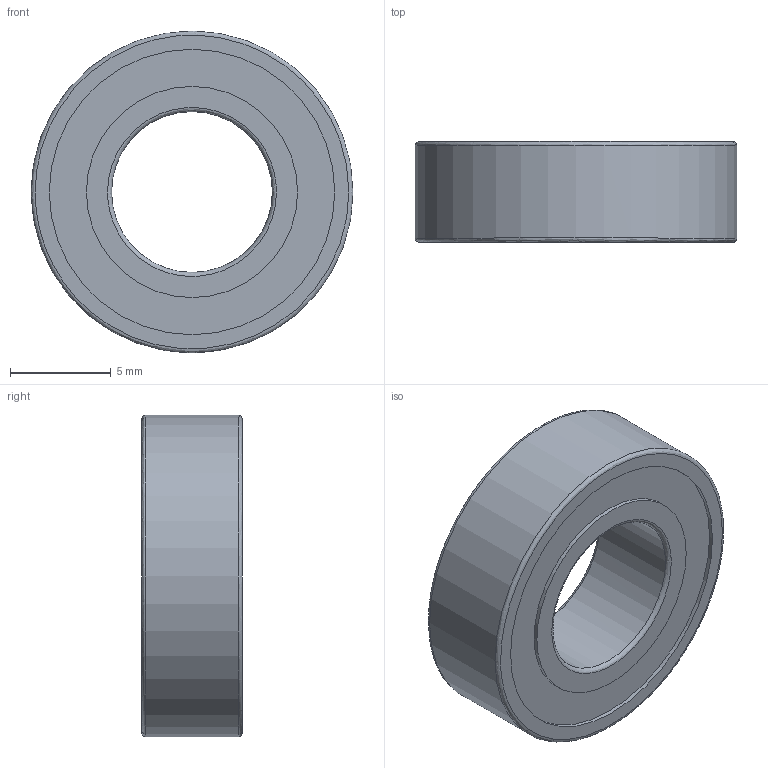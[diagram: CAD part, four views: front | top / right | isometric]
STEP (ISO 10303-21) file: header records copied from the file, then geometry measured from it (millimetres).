
FILE_DESCRIPTION (( 'STEP AP214' ), '1' );
FILE_NAME ('1021-Z1P-A.STEP', '2013-05-15T14:39:25', ( '3DAssist' ), ( '' ), 'SwSTEP 2.0', 'SolidWorks 2013', '' );
FILE_SCHEMA (( 'AUTOMOTIVE_DESIGN' ));
Length unit declared in the file: millimetre
Products named in the file (1): 1021-Z1P-A
Bounding box: 16 x 5 x 16 mm (x, y, z)
Volume: 724 mm3; surface area: 696.7 mm2
Topology: 1 solids, 1 shells, 16 faces, 35 edges, 25 vertices
Faces by surface type: cylinder 6, plane 6, bspline 4
Full cylindrical faces by diameter (mm): 8 x1, 10.5 x2, 14.2 x2, 16 x1
Entity records: 717 total; most frequent: CARTESIAN_POINT 416, DIRECTION 50, ORIENTED_EDGE 40, EDGE_LOOP 32, FACE_OUTER_BOUND 26, AXIS2_PLACEMENT_3D 25, VERTEX_POINT 20, EDGE_CURVE 20
